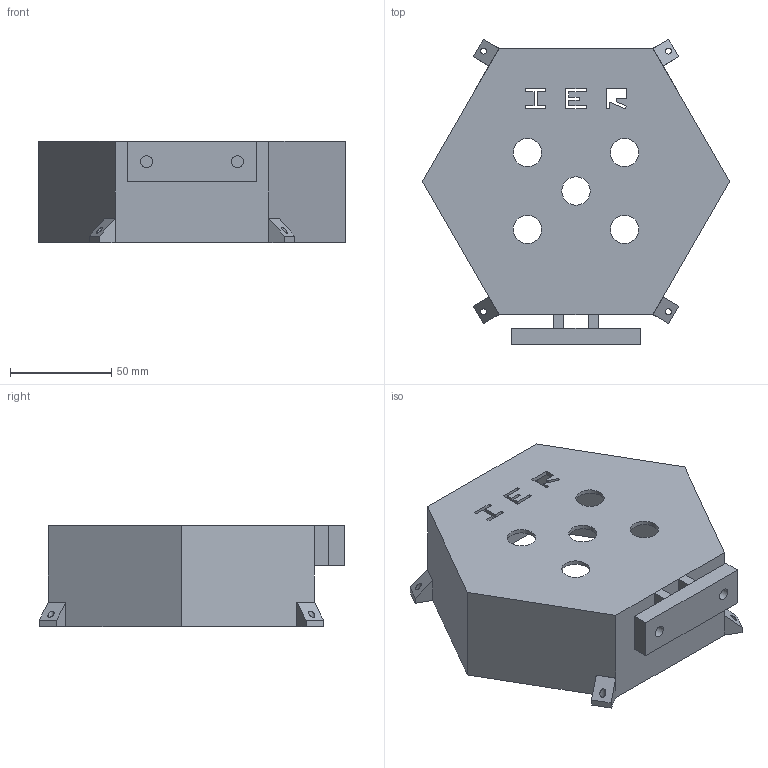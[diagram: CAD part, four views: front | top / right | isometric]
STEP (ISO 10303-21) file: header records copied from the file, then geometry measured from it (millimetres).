
FILE_DESCRIPTION(('FreeCAD Model'),'2;1');
FILE_NAME('tapa_carcasa_THIS.step','2021-02-16T15:13:22',('Author'),(''), 'Open CASCADE STEP processor 7.3','FreeCAD','Unknown');
FILE_SCHEMA(('AUTOMOTIVE_DESIGN { 1 0 10303 214 1 1 1 1 }'));
Length unit declared in the file: millimetre
Products named in the file (1): Body
Bounding box: 152 x 151.14 x 50 mm (x, y, z)
Volume: 85041 mm3; surface area: 78574.2 mm2
Topology: 1 solids, 1 shells, 100 faces, 273 edges, 174 vertices
Faces by surface type: plane 89, cylinder 11
Full cylindrical faces by diameter (mm): 3 x4, 5.8 x2, 14 x5
Entity records: 6816 total; most frequent: CARTESIAN_POINT 1240, DIRECTION 1026, LINE 771, VECTOR 771, ORIENTED_EDGE 546, PCURVE 546, DEFINITIONAL_REPRESENTATION 546, EDGE_CURVE 273
